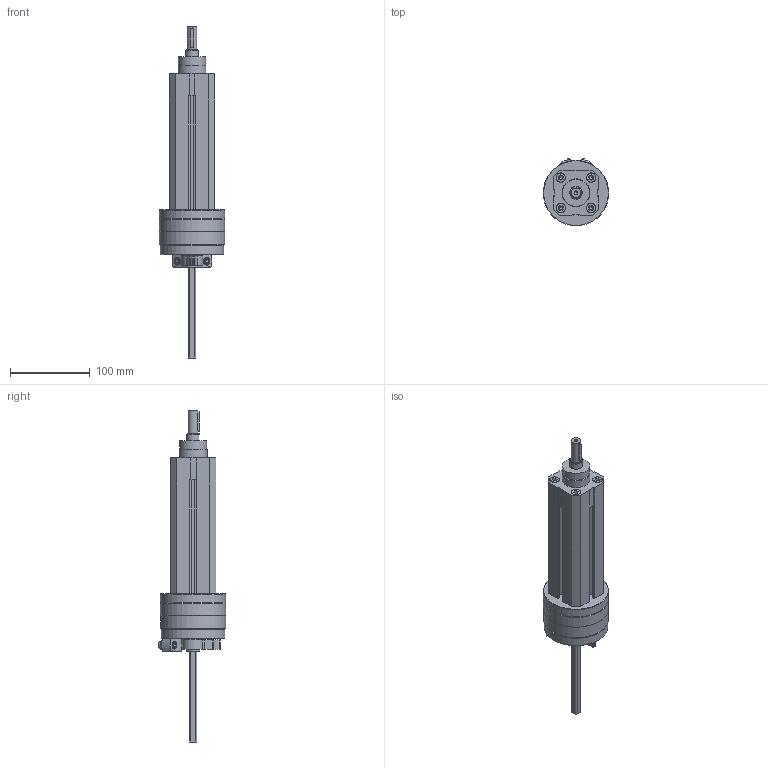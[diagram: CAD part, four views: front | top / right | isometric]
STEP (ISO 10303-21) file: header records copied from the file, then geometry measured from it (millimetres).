
FILE_DESCRIPTION(/* description */ ('STEP AP214'),/* implementation_level */ '2;1');
FILE_NAME(/* name */ '556486_DSL-25-100-270-P-A-S2-B',/* time_stamp */ '2024-08-21T15:54:59+02:00',/* author */ ('License CC BY-ND 4.0'),/* organization */ ('CADENAS'),/* preprocessor_version */ 'ST-DEVELOPER v19.3',/* originating_system */ 'PARTsolutions',/* authorisation */ ' ');
FILE_SCHEMA (('AUTOMOTIVE_DESIGN {1 0 10303 214 3 1 1}'));
Length unit declared in the file: millimetre
Products named in the file (12): 556486 DSL-25-100-270-P-A-S2-B---(0_0); 556486 DSL-25-100-270-P-A-S2-B-100_bz; 702864 DSM-25-BR---(HZ); 710516 DSM-16/25-P-B; 382090 SLT-10; 256913 DSM-25_NS; DIN-912 - M5x20(F); 396998 YSRW M10X1-3.5-13; 702863 DSM-25-BL---(HZ); 556486 DSL-100_k; 306997 DSL; Shim ring DIN 988 17x24x1.5
Assembly tree (16 placements, depth 2):
  556486 DSL-25-100-270-P-A-S2-B---(0_0)
    556486 DSL-25-100-270-P-A-S2-B-100_bz
    702864 DSM-25-BR---(HZ)
    710516 DSM-16/25-P-B  x2
    382090 SLT-10  x2
    256913 DSM-25_NS  x2
    DIN-912 - M5x20(F)  x2
    396998 YSRW M10X1-3.5-13  x2
    702863 DSM-25-BL---(HZ)
    556486 DSL-100_k
    306997 DSL
    Shim ring DIN 988 17x24x1.5
Bounding box: 82 x 84.78 x 416.5 mm (x, y, z)
Volume: 739614.7 mm3; surface area: 143683.7 mm2
Topology: 16 solids, 16 shells, 520 faces, 1246 edges, 785 vertices
Faces by surface type: plane 273, cylinder 160, cone 83, torus 4
Full cylindrical faces by diameter (mm): 1.2 x2, 1.567 x2, 4.134 x8, 4.917 x4, 5 x2, 5.5 x2, 5.7 x2, 8.3 x4, 8.5 x2, 8.917 x4, 9 x2, 10 x2, 11.5 x1, 12 x5, 16 x2, 17 x3, 24 x1, 32 x1, 34 x1, 35 x1, 38.5 x1, 49.5 x1, 58 x1, 78 x1, 80 x1, 81.65 x1, 82 x2
Entity records: 12680 total; most frequent: CARTESIAN_POINT 2271, DIRECTION 2185, ORIENTED_EDGE 1880, EDGE_CURVE 940, AXIS2_PLACEMENT_3D 821, VERTEX_POINT 665, FACE_BOUND 611, EDGE_LOOP 601
